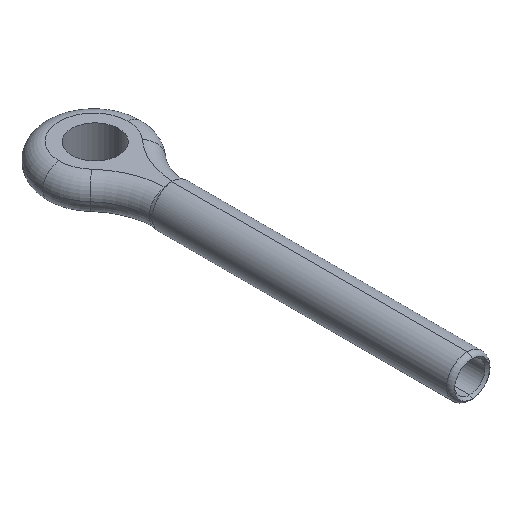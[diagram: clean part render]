
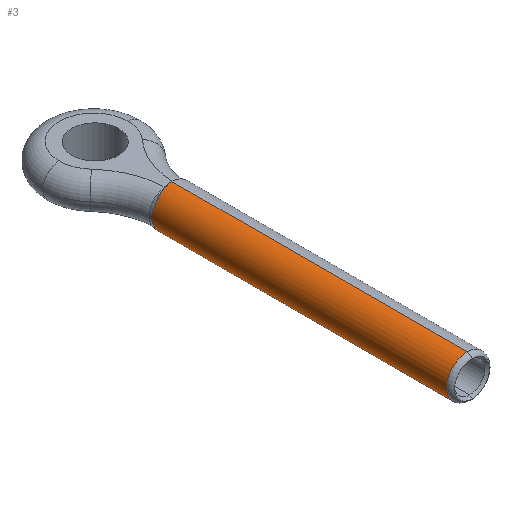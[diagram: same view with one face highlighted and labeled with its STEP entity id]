
A CAD part, isometric view. The second image highlights one B-rep face of the part: STEP entity #3.
In plain terms, the highlighted cylindrical face has radius 3.75 mm (diameter 7.5 mm), a partial arc.
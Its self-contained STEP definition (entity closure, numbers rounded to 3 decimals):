
#3 = ADVANCED_FACE ( 'NONE', ( #205 ), #434, .T. ) ;
#6 = CARTESIAN_POINT ( 'NONE',  ( 2.732, -16.194, 4.435 ) ) ;
#11 = CARTESIAN_POINT ( 'NONE',  ( 2.697, -15.715, 4.167 ) ) ;
#26 = CIRCLE ( 'NONE', #177, 3.75 ) ;
#78 = DIRECTION ( 'NONE',  ( 0., -1., 0. ) ) ;
#87 = DIRECTION ( 'NONE',  ( 0., -1., 0. ) ) ;
#93 = CARTESIAN_POINT ( 'NONE',  ( 2.695, -16.095, 3.352 ) ) ;
#98 = CARTESIAN_POINT ( 'NONE',  ( 3.132, -16.319, 5.557 ) ) ;
#103 = CARTESIAN_POINT ( 'NONE',  ( 3.58, -16.295, 6.227 ) ) ;
#105 = CARTESIAN_POINT ( 'NONE',  ( 2.685, -15.869, 3.462 ) ) ;
#136 = DIRECTION ( 'NONE',  ( 0., 0., 1. ) ) ;
#137 = ORIENTED_EDGE ( 'NONE', *, *, #1433, .T. ) ;
#174 = AXIS2_PLACEMENT_3D ( 'NONE', #1420, #422, #875 ) ;
#177 = AXIS2_PLACEMENT_3D ( 'NONE', #1084, #87, #1089 ) ;
#188 = VERTEX_POINT ( 'NONE', #1151 ) ;
#205 = FACE_OUTER_BOUND ( 'NONE', #1150, .T. ) ;
#217 = CARTESIAN_POINT ( 'NONE',  ( 2.886, -16.289, 2.49 ) ) ;
#220 = CARTESIAN_POINT ( 'NONE',  ( 2.697, -15.715, 4.167 ) ) ;
#224 = CARTESIAN_POINT ( 'NONE',  ( 2.697, -15.715, 3.333 ) ) ;
#231 = CARTESIAN_POINT ( 'NONE',  ( 2.69, -15.788, 4.096 ) ) ;
#244 = CIRCLE ( 'NONE', #630, 3.75 ) ;
#287 = DIRECTION ( 'NONE',  ( 0., -1., 0. ) ) ;
#288 = B_SPLINE_CURVE_WITH_KNOTS ( 'NONE', 3,
 ( #1014, #461, #335, #1095, #103, #791, #98, #1211, #892, #1438, #6, #546, #998, #1428, #348, #908, #1432, #443, #1340, #559, #1222, #231, #681, #220 ),
 .UNSPECIFIED., .F., .F.,
 ( 4, 2, 2, 2, 2, 2, 2, 2, 2, 2, 2, 4 ),
 ( 0., 0.001, 0.002, 0.003, 0.004, 0.004, 0.004, 0.004, 0.004, 0.005, 0.005, 0.005 ),
 .UNSPECIFIED. ) ;
#305 = CARTESIAN_POINT ( 'NONE',  ( 2.682, -15.939, 3.496 ) ) ;
#329 = VERTEX_POINT ( 'NONE', #1155 ) ;
#333 = CARTESIAN_POINT ( 'NONE',  ( 2.688, -16.061, 3.42 ) ) ;
#335 = CARTESIAN_POINT ( 'NONE',  ( 4.501, -16.169, 6.994 ) ) ;
#345 = CARTESIAN_POINT ( 'NONE',  ( 3.233, -16.318, 1.77 ) ) ;
#348 = CARTESIAN_POINT ( 'NONE',  ( 2.686, -16.049, 4.06 ) ) ;
#378 = VERTEX_POINT ( 'NONE', #821 ) ;
#422 = DIRECTION ( 'NONE',  ( 0., -1., 0. ) ) ;
#429 = ORIENTED_EDGE ( 'NONE', *, *, #1031, .T. ) ;
#434 = CYLINDRICAL_SURFACE ( 'NONE', #174, 3.75 ) ;
#441 = CARTESIAN_POINT ( 'NONE',  ( 5.235, -16.089, 0.194 ) ) ;
#443 = CARTESIAN_POINT ( 'NONE',  ( 2.682, -15.941, 4.004 ) ) ;
#446 = CARTESIAN_POINT ( 'NONE',  ( 3.132, -16.319, 1.942 ) ) ;
#453 = CARTESIAN_POINT ( 'NONE',  ( 2.686, -15.848, 3.448 ) ) ;
#461 = CARTESIAN_POINT ( 'NONE',  ( 4.852, -16.12, 7.178 ) ) ;
#464 = CARTESIAN_POINT ( 'NONE',  ( 6.424, -69.715, 7.5 ) ) ;
#485 = ORIENTED_EDGE ( 'NONE', *, *, #561, .F. ) ;
#505 = VERTEX_POINT ( 'NONE', #464 ) ;
#531 = CIRCLE ( 'NONE', #1210, 3.75 ) ;
#533 = AXIS2_PLACEMENT_3D ( 'NONE', #1277, #287, #638 ) ;
#546 = CARTESIAN_POINT ( 'NONE',  ( 2.7, -16.114, 4.198 ) ) ;
#548 = CARTESIAN_POINT ( 'NONE',  ( 6.424, -16.089, 3.75 ) ) ;
#552 = CARTESIAN_POINT ( 'NONE',  ( 2.772, -16.232, 2.873 ) ) ;
#559 = CARTESIAN_POINT ( 'NONE',  ( 2.685, -15.871, 4.037 ) ) ;
#561 = EDGE_CURVE ( 'NONE', #378, #505, #1212, .T. ) ;
#586 = CARTESIAN_POINT ( 'NONE',  ( 5.235, -16.089, 7.306 ) ) ;
#607 = ORIENTED_EDGE ( 'NONE', *, *, #1369, .T. ) ;
#615 = ORIENTED_EDGE ( 'NONE', *, *, #919, .T. ) ;
#622 = ORIENTED_EDGE ( 'NONE', *, *, #708, .T. ) ;
#630 = AXIS2_PLACEMENT_3D ( 'NONE', #1008, #1341, #136 ) ;
#638 = DIRECTION ( 'NONE',  ( 0., 0., -1. ) ) ;
#642 = CARTESIAN_POINT ( 'NONE',  ( 2.959, -16.304, 2.302 ) ) ;
#660 = CARTESIAN_POINT ( 'NONE',  ( 2.686, -16.048, 3.442 ) ) ;
#681 = CARTESIAN_POINT ( 'NONE',  ( 2.693, -15.751, 4.131 ) ) ;
#708 = EDGE_CURVE ( 'NONE', #755, #505, #244, .T. ) ;
#755 = VERTEX_POINT ( 'NONE', #1384 ) ;
#760 = CARTESIAN_POINT ( 'NONE',  ( 2.693, -15.751, 3.369 ) ) ;
#789 = CARTESIAN_POINT ( 'NONE',  ( 2.731, -16.194, 3.066 ) ) ;
#791 = CARTESIAN_POINT ( 'NONE',  ( 3.234, -16.318, 5.733 ) ) ;
#798 = DIRECTION ( 'NONE',  ( 0., -1., 0. ) ) ;
#821 = CARTESIAN_POINT ( 'NONE',  ( 6.424, -16.089, 7.5 ) ) ;
#875 = DIRECTION ( 'NONE',  ( 0., 0., -1. ) ) ;
#885 = CARTESIAN_POINT ( 'NONE',  ( 2.682, -15.99, 3.495 ) ) ;
#892 = CARTESIAN_POINT ( 'NONE',  ( 2.887, -16.289, 5.013 ) ) ;
#898 = CARTESIAN_POINT ( 'NONE',  ( 4.852, -16.12, 0.321 ) ) ;
#899 = CIRCLE ( 'NONE', #533, 3.75 ) ;
#900 = EDGE_CURVE ( 'NONE', #1064, #755, #963, .T. ) ;
#908 = CARTESIAN_POINT ( 'NONE',  ( 2.683, -16.015, 4.021 ) ) ;
#919 = EDGE_CURVE ( 'NONE', #1296, #188, #899, .T. ) ;
#925 = B_SPLINE_CURVE_WITH_KNOTS ( 'NONE', 3,
 ( #224, #760, #1440, #453, #105, #1097, #305, #885, #1338, #660, #333, #93, #1206, #789, #552, #217, #642, #446, #345, #995, #1430, #1220, #898, #441 ),
 .UNSPECIFIED., .F., .F.,
 ( 4, 2, 2, 2, 2, 2, 2, 2, 2, 2, 2, 4 ),
 ( 0., 0., 0., 0., 0., 0., 0.001, 0.001, 0.002, 0.002, 0.004, 0.005 ),
 .UNSPECIFIED. ) ;
#963 = LINE ( 'NONE', #1065, #1295 ) ;
#995 = CARTESIAN_POINT ( 'NONE',  ( 3.58, -16.295, 1.272 ) ) ;
#998 = CARTESIAN_POINT ( 'NONE',  ( 2.695, -16.097, 4.151 ) ) ;
#1002 = CARTESIAN_POINT ( 'NONE',  ( 6.424, -15.715, 7.5 ) ) ;
#1008 = CARTESIAN_POINT ( 'NONE',  ( 6.424, -69.715, 3.75 ) ) ;
#1014 = CARTESIAN_POINT ( 'NONE',  ( 5.235, -16.089, 7.306 ) ) ;
#1031 = EDGE_CURVE ( 'NONE', #1179, #1296, #288, .T. ) ;
#1051 = ORIENTED_EDGE ( 'NONE', *, *, #1429, .T. ) ;
#1064 = VERTEX_POINT ( 'NONE', #1251 ) ;
#1065 = CARTESIAN_POINT ( 'NONE',  ( 6.424, -15.715, 0. ) ) ;
#1084 = CARTESIAN_POINT ( 'NONE',  ( 6.424, -16.089, 3.75 ) ) ;
#1089 = DIRECTION ( 'NONE',  ( 0., 0., -1. ) ) ;
#1095 = CARTESIAN_POINT ( 'NONE',  ( 3.858, -16.256, 6.514 ) ) ;
#1097 = CARTESIAN_POINT ( 'NONE',  ( 2.683, -15.915, 3.486 ) ) ;
#1117 = VECTOR ( 'NONE', #798, 1000. ) ;
#1150 = EDGE_LOOP ( 'NONE', ( #485, #137, #429, #615, #607, #1051, #1425, #622 ) ) ;
#1151 = CARTESIAN_POINT ( 'NONE',  ( 2.697, -15.715, 3.333 ) ) ;
#1155 = CARTESIAN_POINT ( 'NONE',  ( 5.235, -16.089, 0.194 ) ) ;
#1179 = VERTEX_POINT ( 'NONE', #586 ) ;
#1199 = DIRECTION ( 'NONE',  ( 0., -1., 0. ) ) ;
#1206 = CARTESIAN_POINT ( 'NONE',  ( 2.7, -16.113, 3.305 ) ) ;
#1210 = AXIS2_PLACEMENT_3D ( 'NONE', #548, #1199, #1317 ) ;
#1212 = LINE ( 'NONE', #1002, #1117 ) ;
#1211 = CARTESIAN_POINT ( 'NONE',  ( 2.959, -16.305, 5.198 ) ) ;
#1220 = CARTESIAN_POINT ( 'NONE',  ( 4.501, -16.169, 0.505 ) ) ;
#1222 = CARTESIAN_POINT ( 'NONE',  ( 2.686, -15.85, 4.051 ) ) ;
#1251 = CARTESIAN_POINT ( 'NONE',  ( 6.424, -16.089, 0. ) ) ;
#1277 = CARTESIAN_POINT ( 'NONE',  ( 6.424, -15.715, 3.75 ) ) ;
#1295 = VECTOR ( 'NONE', #78, 1000. ) ;
#1296 = VERTEX_POINT ( 'NONE', #11 ) ;
#1317 = DIRECTION ( 'NONE',  ( 0., 0., -1. ) ) ;
#1338 = CARTESIAN_POINT ( 'NONE',  ( 2.683, -16.014, 3.48 ) ) ;
#1341 = DIRECTION ( 'NONE',  ( 0., 1., 0. ) ) ;
#1340 = CARTESIAN_POINT ( 'NONE',  ( 2.683, -15.916, 4.014 ) ) ;
#1369 = EDGE_CURVE ( 'NONE', #188, #329, #925, .T. ) ;
#1384 = CARTESIAN_POINT ( 'NONE',  ( 6.424, -69.715, 0. ) ) ;
#1420 = CARTESIAN_POINT ( 'NONE',  ( 6.424, -15.715, 3.75 ) ) ;
#1425 = ORIENTED_EDGE ( 'NONE', *, *, #900, .T. ) ;
#1428 = CARTESIAN_POINT ( 'NONE',  ( 2.688, -16.062, 4.082 ) ) ;
#1429 = EDGE_CURVE ( 'NONE', #329, #1064, #531, .T. ) ;
#1430 = CARTESIAN_POINT ( 'NONE',  ( 3.859, -16.256, 0.985 ) ) ;
#1432 = CARTESIAN_POINT ( 'NONE',  ( 2.682, -15.992, 4.006 ) ) ;
#1433 = EDGE_CURVE ( 'NONE', #378, #1179, #26, .T. ) ;
#1438 = CARTESIAN_POINT ( 'NONE',  ( 2.773, -16.233, 4.632 ) ) ;
#1440 = CARTESIAN_POINT ( 'NONE',  ( 2.69, -15.788, 3.403 ) ) ;
